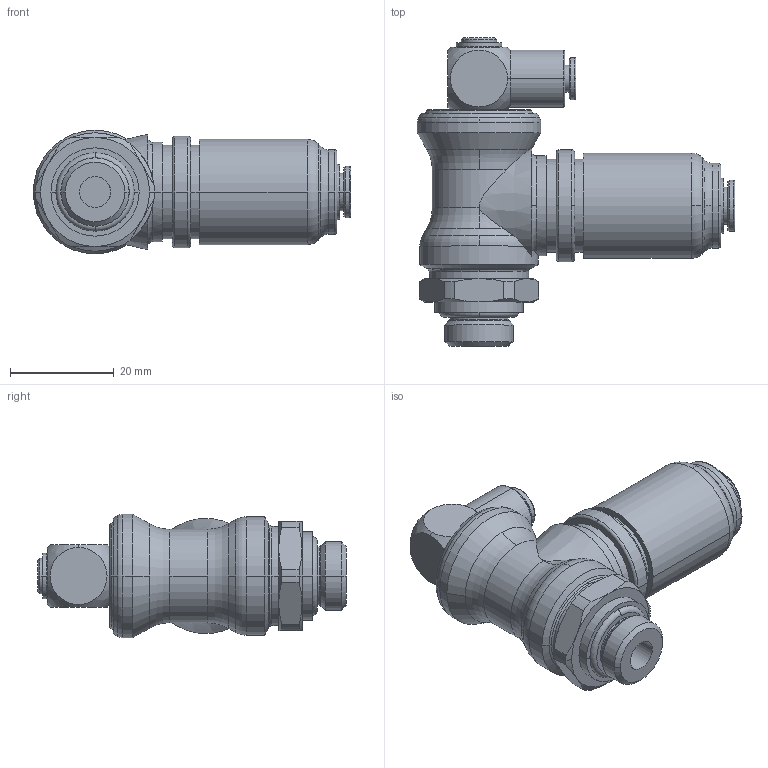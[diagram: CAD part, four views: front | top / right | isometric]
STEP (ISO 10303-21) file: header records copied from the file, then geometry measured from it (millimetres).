
FILE_DESCRIPTION(('STEP AP214'),'1');
FILE_NAME('7883_06_13.stp','2016-07-07T14:31:30',('TraceParts'),('TraceParts S.A.'),'Spatial InterOp 3D',' ',' ');
FILE_SCHEMA(('automotive_design'));
Length unit declared in the file: millimetre
Products named in the file (1): 1
Bounding box: 61.16 x 59.4 x 23.8 mm (x, y, z)
Volume: 25560.7 mm3; surface area: 9725.9 mm2
Topology: 1 solids, 1 shells, 178 faces, 445 edges, 288 vertices
Faces by surface type: cylinder 60, cone 44, torus 40, plane 32, sphere 2
Entity records: 5823 total; most frequent: CARTESIAN_POINT 1370, DIRECTION 1056, ORIENTED_EDGE 890, AXIS2_PLACEMENT_3D 480, EDGE_CURVE 445, CIRCLE 297, VERTEX_POINT 288, EDGE_LOOP 201
